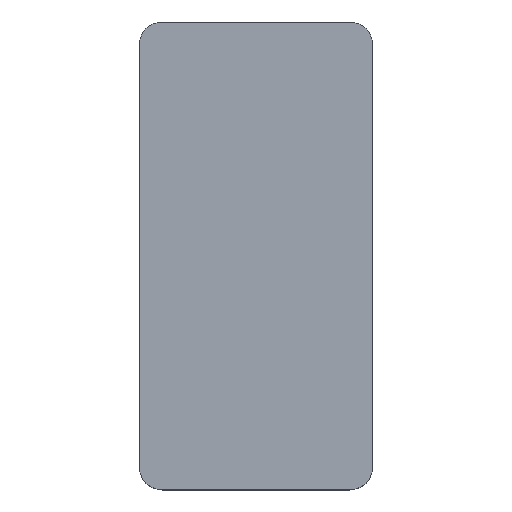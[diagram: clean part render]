
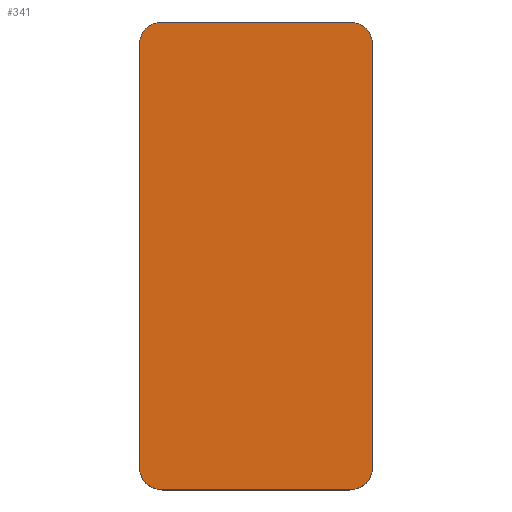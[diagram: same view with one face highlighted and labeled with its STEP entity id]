
A CAD part, top view. The second image highlights one B-rep face of the part: STEP entity #341.
In plain terms, the highlighted planar face has unit normal (0, 0, 1).
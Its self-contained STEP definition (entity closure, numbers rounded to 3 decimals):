
#23=PLANE('',#389);
#41=FACE_OUTER_BOUND('',#59,.T.);
#59=EDGE_LOOP('',(#305,#306,#307,#308,#309,#310,#311,#312));
#74=LINE('',#535,#106);
#80=LINE('',#549,#112);
#87=LINE('',#568,#119);
#92=LINE('',#585,#124);
#106=VECTOR('',#428,10.);
#112=VECTOR('',#440,10.);
#119=VECTOR('',#459,10.);
#124=VECTOR('',#480,10.);
#133=CIRCLE('',#374,0.5);
#136=CIRCLE('',#380,0.5);
#137=CIRCLE('',#382,0.5);
#140=CIRCLE('',#388,0.5);
#156=VERTEX_POINT('',#532);
#157=VERTEX_POINT('',#534);
#161=VERTEX_POINT('',#546);
#162=VERTEX_POINT('',#548);
#165=VERTEX_POINT('',#558);
#168=VERTEX_POINT('',#566);
#169=VERTEX_POINT('',#575);
#172=VERTEX_POINT('',#583);
#192=EDGE_CURVE('',#157,#156,#74,.T.);
#199=EDGE_CURVE('',#162,#161,#80,.T.);
#204=EDGE_CURVE('',#165,#156,#133,.T.);
#209=EDGE_CURVE('',#165,#168,#87,.T.);
#212=EDGE_CURVE('',#162,#168,#136,.T.);
#213=EDGE_CURVE('',#169,#161,#137,.T.);
#218=EDGE_CURVE('',#169,#172,#92,.T.);
#220=EDGE_CURVE('',#157,#172,#140,.T.);
#305=ORIENTED_EDGE('',*,*,#204,.F.);
#306=ORIENTED_EDGE('',*,*,#209,.T.);
#307=ORIENTED_EDGE('',*,*,#212,.F.);
#308=ORIENTED_EDGE('',*,*,#199,.T.);
#309=ORIENTED_EDGE('',*,*,#213,.F.);
#310=ORIENTED_EDGE('',*,*,#218,.T.);
#311=ORIENTED_EDGE('',*,*,#220,.F.);
#312=ORIENTED_EDGE('',*,*,#192,.T.);
#341=ADVANCED_FACE('',(#41),#23,.T.);
#374=AXIS2_PLACEMENT_3D('',#559,#450,#451);
#380=AXIS2_PLACEMENT_3D('',#573,#467,#468);
#382=AXIS2_PLACEMENT_3D('',#576,#471,#472);
#388=AXIS2_PLACEMENT_3D('',#589,#487,#488);
#389=AXIS2_PLACEMENT_3D('',#590,#489,#490);
#428=DIRECTION('',(0.,1.,0.));
#440=DIRECTION('',(0.,-1.,0.));
#450=DIRECTION('center_axis',(0.,0.,-1.));
#451=DIRECTION('ref_axis',(0.707,0.707,0.));
#459=DIRECTION('',(-1.,0.,0.));
#467=DIRECTION('center_axis',(0.,0.,-1.));
#468=DIRECTION('ref_axis',(-0.707,0.707,0.));
#471=DIRECTION('center_axis',(0.,0.,-1.));
#472=DIRECTION('ref_axis',(-0.707,-0.707,0.));
#480=DIRECTION('',(1.,0.,0.));
#487=DIRECTION('center_axis',(0.,0.,-1.));
#488=DIRECTION('ref_axis',(0.707,-0.707,0.));
#489=DIRECTION('center_axis',(0.,0.,1.));
#490=DIRECTION('ref_axis',(1.,0.,0.));
#532=CARTESIAN_POINT('',(5.,8.65,3.7));
#534=CARTESIAN_POINT('',(5.,-0.35,3.7));
#535=CARTESIAN_POINT('',(5.,9.15,3.7));
#546=CARTESIAN_POINT('',(0.,-0.35,3.7));
#548=CARTESIAN_POINT('',(0.,8.65,3.7));
#549=CARTESIAN_POINT('',(0.,-0.85,3.7));
#558=CARTESIAN_POINT('',(4.5,9.15,3.7));
#559=CARTESIAN_POINT('Origin',(4.5,8.65,3.7));
#566=CARTESIAN_POINT('',(0.5,9.15,3.7));
#568=CARTESIAN_POINT('',(0.,9.15,3.7));
#573=CARTESIAN_POINT('Origin',(0.5,8.65,3.7));
#575=CARTESIAN_POINT('',(0.5,-0.85,3.7));
#576=CARTESIAN_POINT('Origin',(0.5,-0.35,3.7));
#583=CARTESIAN_POINT('',(4.5,-0.85,3.7));
#585=CARTESIAN_POINT('',(5.,-0.85,3.7));
#589=CARTESIAN_POINT('Origin',(4.5,-0.35,3.7));
#590=CARTESIAN_POINT('Origin',(2.5,4.15,3.7));
